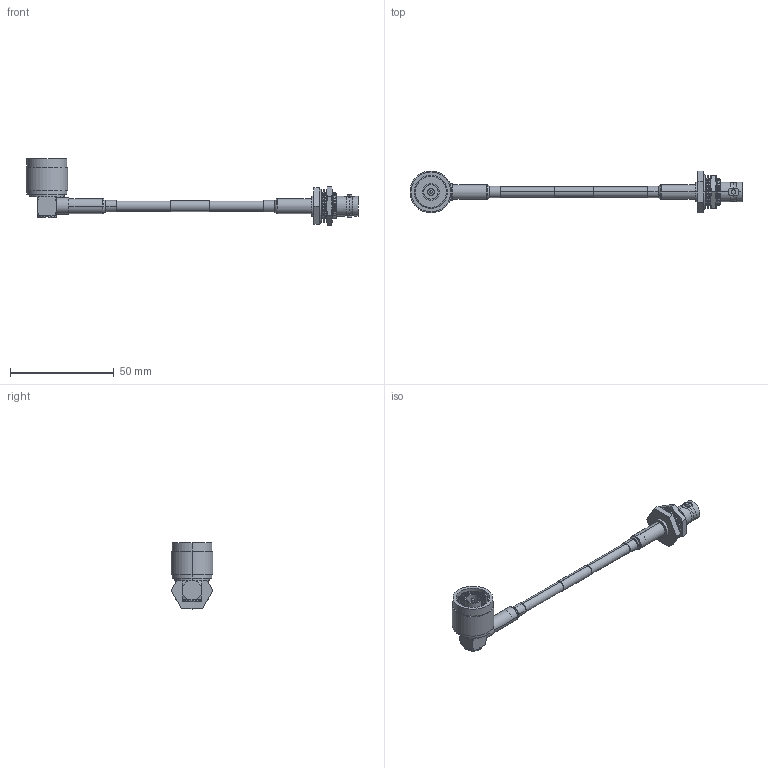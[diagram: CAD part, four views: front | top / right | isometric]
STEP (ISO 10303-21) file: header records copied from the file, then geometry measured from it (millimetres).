
FILE_DESCRIPTION (( 'STEP AP203' ), '1' );
FILE_NAME ('LCCA30702.STEP', '2020-09-24T17:19:55', ( '' ), ( '' ), 'SwSTEP 2.0', 'SolidWorks 2018', '' );
FILE_SCHEMA (( 'CONFIG_CONTROL_DESIGN' ));
Length unit declared in the file: inch
Products named in the file (14): BAC522; ANM-1716-MA1; BAC522-MA2; ANM-1716; RG58C-PROD; BAC522-MA1; BAC522-MA4; LCCA30702; Part3^LCCA30702; ANM-1716-MA2; CA-195R-MA1_.195"x1"; BAC522-MA3
Assembly tree (14 placements, depth 3):
  LCCA30702
    RG58C-PROD
    Part3^LCCA30702
    CA-195R-MA1_.195"x1"  x2
    BAC522
      BAC522
      BAC522-MA1
      BAC522-MA2
      BAC522-MA3
      BAC522-MA4
    ANM-1716
      ANM-1716
      ANM-1716-MA1
      ANM-1716-MA2
Bounding box: 159.75 x 20.21 x 32.1 mm (x, y, z)
Volume: 9313.8 mm3; surface area: 12577.1 mm2
Topology: 12 solids, 12 shells, 626 faces, 1471 edges, 923 vertices
Faces by surface type: plane 258, cone 193, cylinder 136, torus 26, bspline 12, sphere 1
Entity records: 19462 total; most frequent: CARTESIAN_POINT 3848, DIRECTION 3044, ORIENTED_EDGE 2848, EDGE_CURVE 1424, AXIS2_PLACEMENT_3D 1165, VERTEX_POINT 897, LINE 714, VECTOR 714
